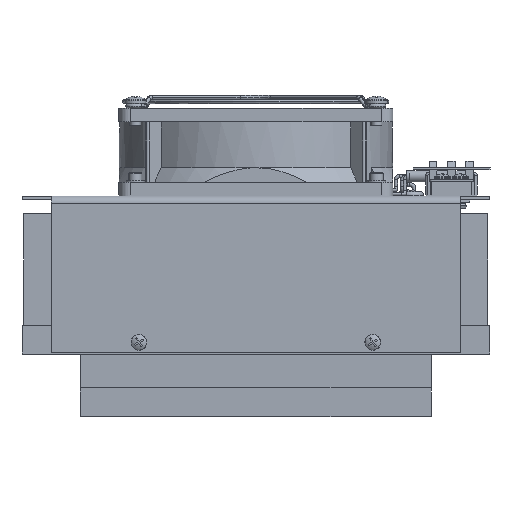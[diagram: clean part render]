
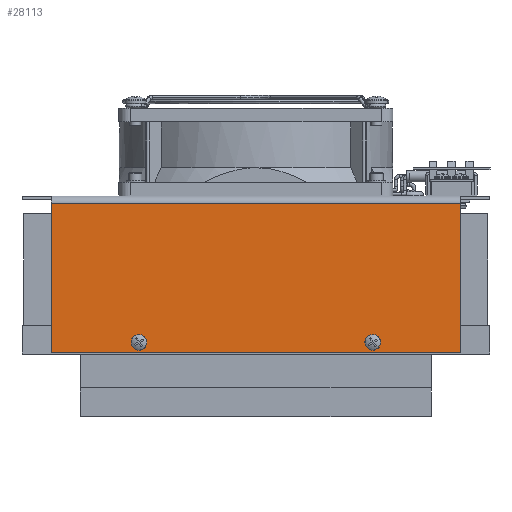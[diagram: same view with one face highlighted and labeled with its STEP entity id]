
A CAD part, front view. The second image highlights one B-rep face of the part: STEP entity #28113.
In plain terms, the highlighted planar face has unit normal (0, -1, 0).
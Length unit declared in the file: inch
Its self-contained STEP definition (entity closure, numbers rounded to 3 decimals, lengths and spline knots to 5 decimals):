
#3328=CIRCLE('',#29728,0.085);
#3332=CIRCLE('',#29733,0.085);
#4870=VERTEX_POINT('',#40085);
#4874=VERTEX_POINT('',#40094);
#4901=VERTEX_POINT('',#40162);
#4902=VERTEX_POINT('',#40163);
#4903=VERTEX_POINT('',#40165);
#4904=VERTEX_POINT('',#40167);
#7747=VECTOR('',#33173,1.);
#7748=VECTOR('',#33174,1.);
#7749=VECTOR('',#33175,1.);
#7750=VECTOR('',#33176,1.);
#10012=LINE('',#40161,#7747);
#10013=LINE('',#40164,#7748);
#10014=LINE('',#40166,#7749);
#10015=LINE('',#40168,#7750);
#12388=EDGE_CURVE('',#4870,#4870,#3328,.T.);
#12392=EDGE_CURVE('',#4874,#4874,#3332,.T.);
#12425=EDGE_CURVE('',#4901,#4902,#10012,.T.);
#12426=EDGE_CURVE('',#4903,#4901,#10013,.T.);
#12427=EDGE_CURVE('',#4904,#4903,#10014,.T.);
#12428=EDGE_CURVE('',#4902,#4904,#10015,.T.);
#17334=ORIENTED_EDGE('',*,*,#12388,.T.);
#17335=ORIENTED_EDGE('',*,*,#12392,.T.);
#17336=ORIENTED_EDGE('',*,*,#12425,.F.);
#17337=ORIENTED_EDGE('',*,*,#12426,.F.);
#17338=ORIENTED_EDGE('',*,*,#12427,.F.);
#17339=ORIENTED_EDGE('',*,*,#12428,.F.);
#24156=EDGE_LOOP('',(#17334));
#24157=EDGE_LOOP('',(#17335));
#24158=EDGE_LOOP('',(#17336,#17337,#17338,#17339));
#26208=FACE_BOUND('',#24156,.T.);
#26209=FACE_BOUND('',#24157,.T.);
#26210=FACE_BOUND('',#24158,.T.);
#28113=ADVANCED_FACE('',(#26208,#26209,#26210),#60444,.F.);
#29728=AXIS2_PLACEMENT_3D('',#40084,#33112,#33113);
#29733=AXIS2_PLACEMENT_3D('',#40093,#33122,#33123);
#29748=AXIS2_PLACEMENT_3D('',#40160,#33172,$);
#33112=DIRECTION('',(0.,1.,0.));
#33113=DIRECTION('',(0.,0.,-0.085));
#33122=DIRECTION('',(0.,1.,0.));
#33123=DIRECTION('',(0.,0.,-0.085));
#33172=DIRECTION('',(0.,1.,0.));
#33173=DIRECTION('',(1.,0.,0.));
#33174=DIRECTION('',(0.,0.,1.));
#33175=DIRECTION('',(-1.,0.,0.));
#33176=DIRECTION('',(0.,0.,-1.));
#40084=CARTESIAN_POINT('',(-2.,-2.563,-2.44));
#40085=CARTESIAN_POINT('',(-2.,-2.563,-2.525));
#40093=CARTESIAN_POINT('',(2.,-2.563,-2.44));
#40094=CARTESIAN_POINT('',(2.,-2.563,-2.525));
#40160=CARTESIAN_POINT('',(0.,-2.563,-1.3086));
#40161=CARTESIAN_POINT('',(0.,-2.563,-0.063));
#40162=CARTESIAN_POINT('',(-3.5,-2.563,-0.063));
#40163=CARTESIAN_POINT('',(3.5,-2.563,-0.063));
#40164=CARTESIAN_POINT('',(-3.5,-2.563,0.00281));
#40165=CARTESIAN_POINT('',(-3.5,-2.563,-2.62));
#40166=CARTESIAN_POINT('',(-3.5,-2.563,-2.62));
#40167=CARTESIAN_POINT('',(3.5,-2.563,-2.62));
#40168=CARTESIAN_POINT('',(3.5,-2.563,-2.62));
#60444=PLANE('',#29748);
